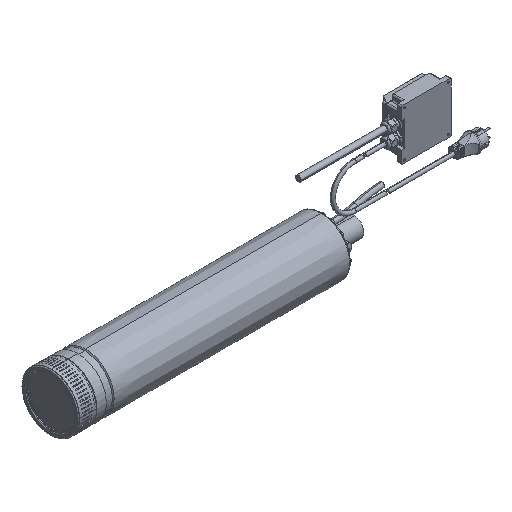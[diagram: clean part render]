
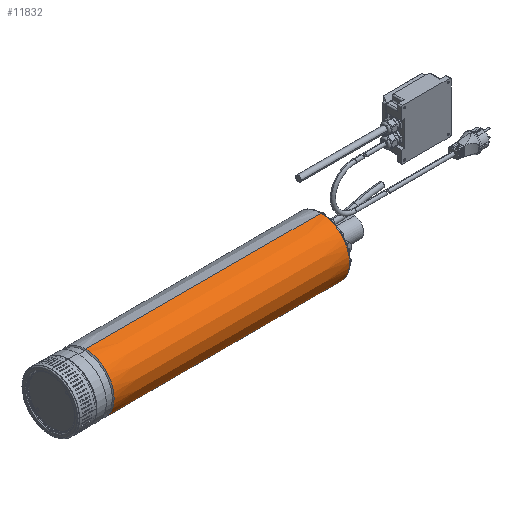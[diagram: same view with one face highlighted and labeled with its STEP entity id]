
A CAD part, isometric view. The second image highlights one B-rep face of the part: STEP entity #11832.
In plain terms, the highlighted conical face has half-angle 0 degrees and reference radius 66.499 mm.
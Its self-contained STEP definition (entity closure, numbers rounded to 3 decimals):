
#617 = CARTESIAN_POINT ( 'NONE',  ( 390.533, 0., 66.499 ) ) ;
#3115 = CARTESIAN_POINT ( 'NONE',  ( 390.533, 0., 0. ) ) ;
#4711 = VECTOR ( 'NONE', #27489, 1000. ) ;
#7149 = DIRECTION ( 'NONE',  ( -1., 0., 0. ) ) ;
#9100 = CARTESIAN_POINT ( 'NONE',  ( 390.533, 0., 66.499 ) ) ;
#9719 = EDGE_LOOP ( 'NONE', ( #32910, #50106, #45086, #66704 ) ) ;
#11832 = ADVANCED_FACE ( 'NONE', ( #71076 ), #45573, .T. ) ;
#14878 = DIRECTION ( 'NONE',  ( 0., 0., 1. ) ) ;
#17434 = VERTEX_POINT ( 'NONE', #617 ) ;
#19270 = DIRECTION ( 'NONE',  ( 0., 0., 1. ) ) ;
#24252 = EDGE_CURVE ( 'NONE', #17434, #73779, #74209, .T. ) ;
#27489 = DIRECTION ( 'NONE',  ( -1., 0., 0. ) ) ;
#28973 = LINE ( 'NONE', #51089, #32759 ) ;
#29600 = CIRCLE ( 'NONE', #62187, 66.499 ) ;
#30523 = AXIS2_PLACEMENT_3D ( 'NONE', #53014, #7149, #36523 ) ;
#32759 = VECTOR ( 'NONE', #70981, 1000. ) ;
#32910 = ORIENTED_EDGE ( 'NONE', *, *, #40484, .F. ) ;
#36500 = CARTESIAN_POINT ( 'NONE',  ( -157.377, 0., 0. ) ) ;
#36523 = DIRECTION ( 'NONE',  ( 0., 0., 1. ) ) ;
#39355 = EDGE_CURVE ( 'NONE', #63397, #73779, #56509, .T. ) ;
#40484 = EDGE_CURVE ( 'NONE', #60825, #63397, #28973, .T. ) ;
#42451 = CARTESIAN_POINT ( 'NONE',  ( -157.377, 0., 66.5 ) ) ;
#44288 = DIRECTION ( 'NONE',  ( -1., 0., 0. ) ) ;
#45086 = ORIENTED_EDGE ( 'NONE', *, *, #24252, .T. ) ;
#45573 = CONICAL_SURFACE ( 'NONE', #30523, 66.499, 0. ) ;
#46589 = CARTESIAN_POINT ( 'NONE',  ( 390.533, 0., -66.499 ) ) ;
#47111 = CARTESIAN_POINT ( 'NONE',  ( -157.377, 0., -66.5 ) ) ;
#49019 = AXIS2_PLACEMENT_3D ( 'NONE', #36500, #53757, #19270 ) ;
#50106 = ORIENTED_EDGE ( 'NONE', *, *, #73655, .T. ) ;
#51089 = CARTESIAN_POINT ( 'NONE',  ( 390.533, 0., -66.499 ) ) ;
#53014 = CARTESIAN_POINT ( 'NONE',  ( 390.533, 0., 0. ) ) ;
#53757 = DIRECTION ( 'NONE',  ( -1., 0., 0. ) ) ;
#56509 = CIRCLE ( 'NONE', #49019, 66.5 ) ;
#60825 = VERTEX_POINT ( 'NONE', #46589 ) ;
#62187 = AXIS2_PLACEMENT_3D ( 'NONE', #3115, #44288, #14878 ) ;
#63397 = VERTEX_POINT ( 'NONE', #47111 ) ;
#66704 = ORIENTED_EDGE ( 'NONE', *, *, #39355, .F. ) ;
#70981 = DIRECTION ( 'NONE',  ( -1., 0., 0. ) ) ;
#71076 = FACE_OUTER_BOUND ( 'NONE', #9719, .T. ) ;
#73655 = EDGE_CURVE ( 'NONE', #60825, #17434, #29600, .T. ) ;
#73779 = VERTEX_POINT ( 'NONE', #42451 ) ;
#74209 = LINE ( 'NONE', #9100, #4711 ) ;
